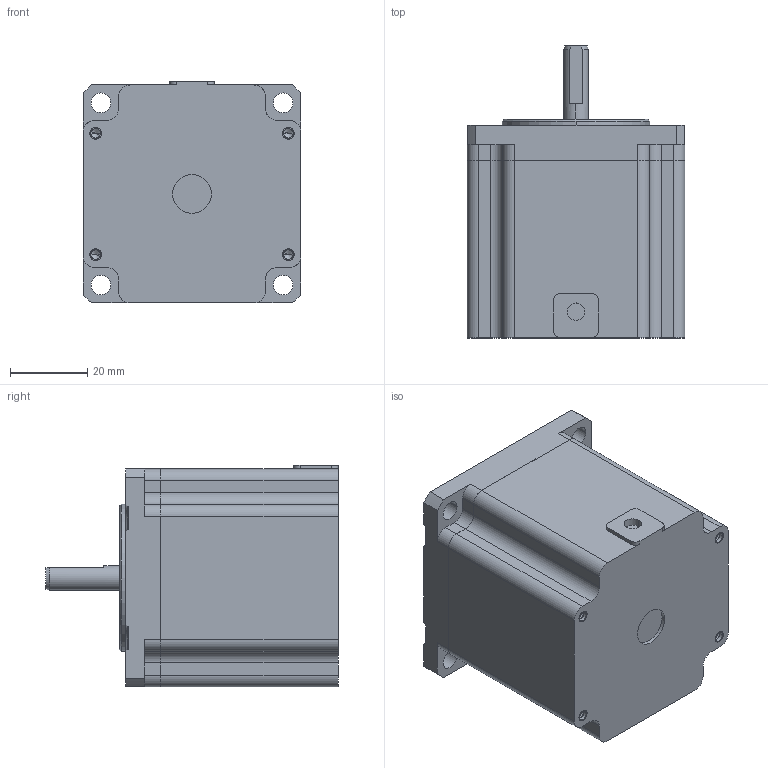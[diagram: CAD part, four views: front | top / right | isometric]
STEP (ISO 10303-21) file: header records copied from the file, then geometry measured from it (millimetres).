
FILE_DESCRIPTION((''),'2;1');
FILE_NAME('ML23HS8L','2020-09-25T13:04:44',('ms20301'),(''),'CREO PARAMETRIC BY PTC INC, 2018100','CREO PARAMETRIC BY PTC INC, 2018100','');
FILE_SCHEMA(('CONFIG_CONTROL_DESIGN'));
Length unit declared in the file: millimetre
Products named in the file (1): ML23HS8L
Bounding box: 56.4 x 75.6 x 57.4 mm (x, y, z)
Volume: 157199.3 mm3; surface area: 22697.5 mm2
Topology: 1 solids, 7 shells, 362 faces, 960 edges, 617 vertices
Faces by surface type: plane 129, cylinder 98, torus 56, bspline 48, cone 31
Entity records: 16691 total; most frequent: CARTESIAN_POINT 7823, DIRECTION 1836, ORIENTED_EDGE 1832, EDGE_CURVE 952, AXIS2_PLACEMENT_3D 688, VERTEX_POINT 617, VECTOR 460, LINE 460
